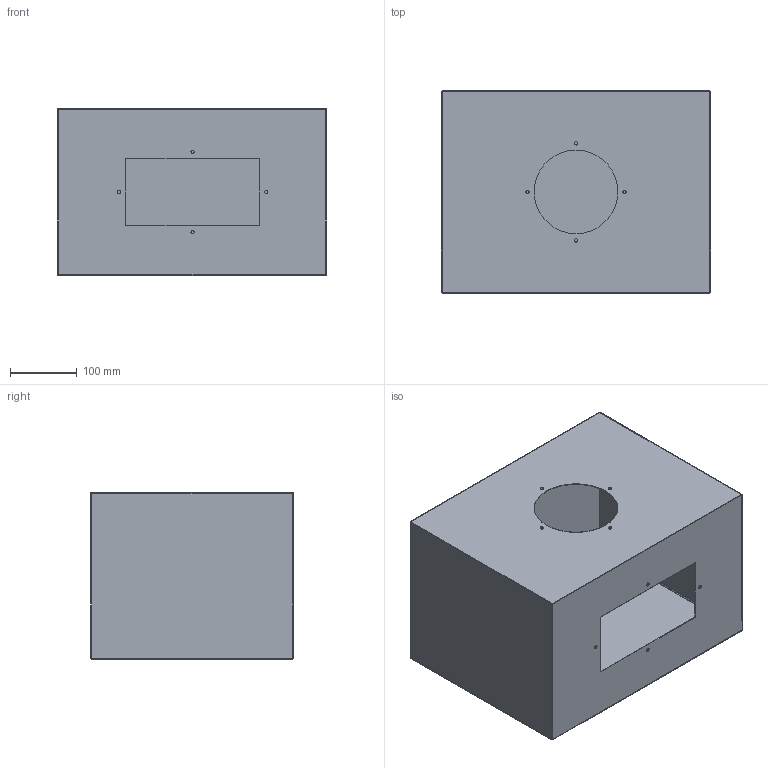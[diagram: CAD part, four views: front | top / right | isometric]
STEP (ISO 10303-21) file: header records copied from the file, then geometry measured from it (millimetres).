
FILE_DESCRIPTION(/* description */ ('STEP AP214'),/* implementation_level */ '2;1');
FILE_NAME(/* name */ '68c999f28d9c71a1cc1873e4',/* time_stamp */ '2025-09-16T17:10:49Z',/* author */ (''),/* organization */ (''),/* preprocessor_version */ 'ST-DEVELOPER v20',/* originating_system */ 'ONSHAPE BY PTC INC, 1.203',/* authorisation */ ' ');
FILE_SCHEMA (('AUTOMOTIVE_DESIGN {1 0 10303 214 3 1 1}'));
Length unit declared in the file: metre
Products named in the file (2): Part 2; Part 1
Bounding box: 402 x 302 x 250 mm (x, y, z)
Volume: 556258.1 mm3; surface area: 1118442.2 mm2
Topology: 2 solids, 2 shells, 65 faces, 151 edges, 90 vertices
Faces by surface type: plane 48, cylinder 17
Full cylindrical faces by diameter (mm): 5 x8, 125 x1
Entity records: 1853 total; most frequent: DIRECTION 310, CARTESIAN_POINT 299, ORIENTED_EDGE 284, EDGE_CURVE 142, LINE 108, VECTOR 108, AXIS2_PLACEMENT_3D 101, EDGE_LOOP 94
